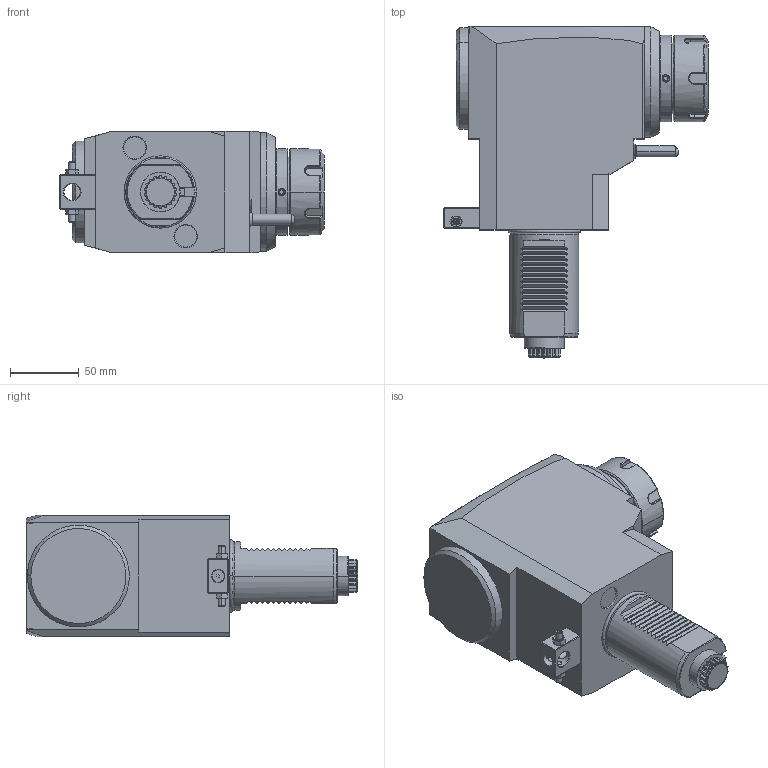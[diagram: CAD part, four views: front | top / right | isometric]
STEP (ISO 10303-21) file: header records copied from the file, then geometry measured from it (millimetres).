
FILE_DESCRIPTION((''),'2;1');
FILE_NAME('NGT1_50_231_40_1_3_110','2023-04-10T',('vali'),('NOVA GRUP'),'PRO/ENGINEER BY PARAMETRIC TECHNOLOGY CORPORATION, 2010280','PRO/ENGINEER BY PARAMETRIC TECHNOLOGY CORPORATION, 2010280','');
FILE_SCHEMA(('CONFIG_CONTROL_DESIGN'));
Length unit declared in the file: millimetre
Products named in the file (1): NGT1_50_231_40_1_3_110
Bounding box: 192.1 x 241 x 88 mm (x, y, z)
Volume: 1833297.9 mm3; surface area: 114886.1 mm2
Topology: 1 solids, 1 shells, 573 faces, 1527 edges, 967 vertices
Faces by surface type: plane 247, cylinder 173, cone 94, bspline 42, torus 13, extrusion 2, sphere 2
Entity records: 25238 total; most frequent: CARTESIAN_POINT 11976, ORIENTED_EDGE 3030, DIRECTION 2332, EDGE_CURVE 1515, VERTEX_POINT 967, AXIS2_PLACEMENT_3D 827, VECTOR 678, LINE 676
